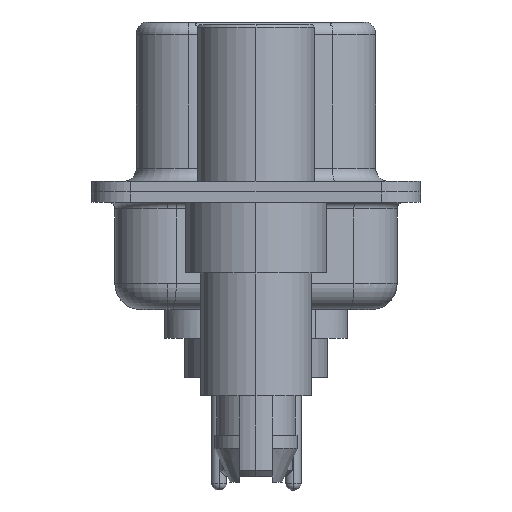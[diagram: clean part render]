
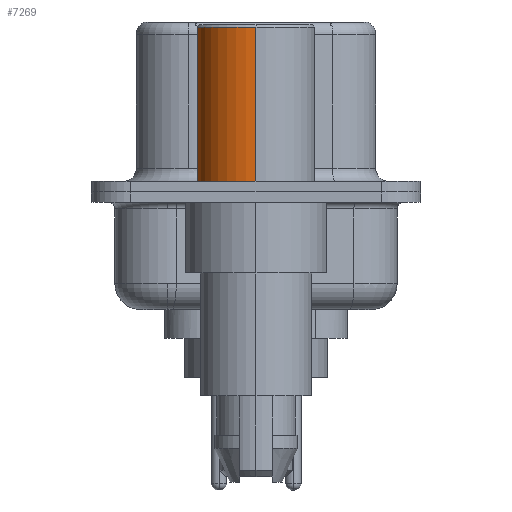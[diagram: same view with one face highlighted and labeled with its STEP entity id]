
A CAD part, left-side view. The second image highlights one B-rep face of the part: STEP entity #7269.
In plain terms, the highlighted cylindrical face has radius 2.25 mm (diameter 4.5 mm), a partial arc.
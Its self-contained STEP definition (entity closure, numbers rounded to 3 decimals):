
#482 = CARTESIAN_POINT ( 'NONE',  ( 2.25, 0., 6.3 ) ) ;
#1322 = DIRECTION ( 'NONE',  ( 0., 0., 1. ) ) ;
#1657 = VERTEX_POINT ( 'NONE', #15839 ) ;
#1838 = ORIENTED_EDGE ( 'NONE', *, *, #6878, .T. ) ;
#2325 = LINE ( 'NONE', #4000, #13851 ) ;
#2367 = DIRECTION ( 'NONE',  ( 0., 0., 1. ) ) ;
#2476 = CYLINDRICAL_SURFACE ( 'NONE', #6924, 2.25 ) ;
#3416 = FACE_OUTER_BOUND ( 'NONE', #11402, .T. ) ;
#4000 = CARTESIAN_POINT ( 'NONE',  ( -2.25, 0., 0.581 ) ) ;
#6394 = VECTOR ( 'NONE', #1322, 1000. ) ;
#6677 = DIRECTION ( 'NONE',  ( 0., 0., 1. ) ) ;
#6878 = EDGE_CURVE ( 'NONE', #1657, #7813, #2325, .T. ) ;
#6924 = AXIS2_PLACEMENT_3D ( 'NONE', #14676, #8522, #15216 ) ;
#7269 = ADVANCED_FACE ( 'NONE', ( #3416 ), #2476, .T. ) ;
#7350 = EDGE_CURVE ( 'NONE', #18043, #7813, #18046, .T. ) ;
#7813 = VERTEX_POINT ( 'NONE', #10706 ) ;
#8522 = DIRECTION ( 'NONE',  ( 0., 0., 1. ) ) ;
#9271 = CIRCLE ( 'NONE', #10020, 2.25 ) ;
#9316 = EDGE_CURVE ( 'NONE', #17634, #1657, #9271, .T. ) ;
#10020 = AXIS2_PLACEMENT_3D ( 'NONE', #15692, #6677, #17227 ) ;
#10693 = ORIENTED_EDGE ( 'NONE', *, *, #18388, .F. ) ;
#10706 = CARTESIAN_POINT ( 'NONE',  ( -2.25, 0., 6.3 ) ) ;
#11402 = EDGE_LOOP ( 'NONE', ( #15159, #1838, #19424, #10693 ) ) ;
#13005 = CARTESIAN_POINT ( 'NONE',  ( 2.25, 0., 0.4 ) ) ;
#13851 = VECTOR ( 'NONE', #2367, 1000. ) ;
#13974 = AXIS2_PLACEMENT_3D ( 'NONE', #14206, #14179, #14156 ) ;
#14156 = DIRECTION ( 'NONE',  ( 1., 0., 0. ) ) ;
#14179 = DIRECTION ( 'NONE',  ( 0., 0., 1. ) ) ;
#14206 = CARTESIAN_POINT ( 'NONE',  ( 0., 0., 6.3 ) ) ;
#14676 = CARTESIAN_POINT ( 'NONE',  ( 0., 0., 0.581 ) ) ;
#15159 = ORIENTED_EDGE ( 'NONE', *, *, #9316, .T. ) ;
#15216 = DIRECTION ( 'NONE',  ( 1., 0., 0. ) ) ;
#15692 = CARTESIAN_POINT ( 'NONE',  ( 0., 0., 0.4 ) ) ;
#15839 = CARTESIAN_POINT ( 'NONE',  ( -2.25, 0., 0.4 ) ) ;
#17227 = DIRECTION ( 'NONE',  ( 1., 0., 0. ) ) ;
#17634 = VERTEX_POINT ( 'NONE', #13005 ) ;
#17869 = CARTESIAN_POINT ( 'NONE',  ( 2.25, 0., 0.581 ) ) ;
#18043 = VERTEX_POINT ( 'NONE', #482 ) ;
#18046 = CIRCLE ( 'NONE', #13974, 2.25 ) ;
#18388 = EDGE_CURVE ( 'NONE', #17634, #18043, #18443, .T. ) ;
#18443 = LINE ( 'NONE', #17869, #6394 ) ;
#19424 = ORIENTED_EDGE ( 'NONE', *, *, #7350, .F. ) ;
